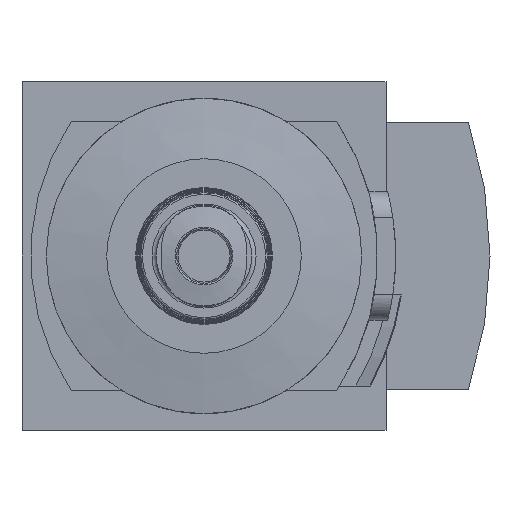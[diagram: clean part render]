
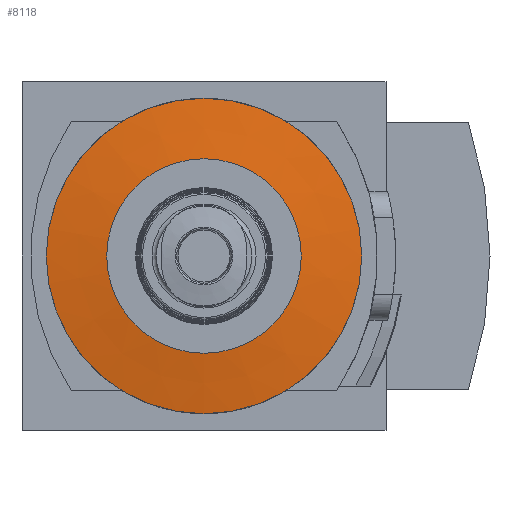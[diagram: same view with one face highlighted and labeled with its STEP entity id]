
A CAD part, front view. The second image highlights one B-rep face of the part: STEP entity #8118.
In plain terms, the highlighted conical face has half-angle 82 degrees and reference radius 18.2 mm.
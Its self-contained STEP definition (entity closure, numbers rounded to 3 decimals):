
#66=CONICAL_SURFACE('',#8585,18.2,1.431);
#2414=ORIENTED_EDGE('',*,*,#3757,.F.);
#2415=ORIENTED_EDGE('',*,*,#3762,.T.);
#3757=EDGE_CURVE('',#4450,#4450,#4694,.T.);
#3762=EDGE_CURVE('',#4455,#4455,#4697,.T.);
#4450=VERTEX_POINT('',#11773);
#4455=VERTEX_POINT('',#11785);
#4694=CIRCLE('',#8581,11.227);
#4697=CIRCLE('',#8586,18.2);
#4924=EDGE_LOOP('',(#2414));
#4925=EDGE_LOOP('',(#2415));
#5323=FACE_BOUND('',#4924,.T.);
#5324=FACE_BOUND('',#4925,.T.);
#8118=ADVANCED_FACE('',(#5323,#5324),#66,.T.);
#8581=AXIS2_PLACEMENT_3D('',#11772,#9770,#9771);
#8585=AXIS2_PLACEMENT_3D('',#11783,#9780,#9781);
#8586=AXIS2_PLACEMENT_3D('',#11784,#9782,#9783);
#9770=DIRECTION('',(0.,-1.,0.));
#9771=DIRECTION('',(0.,0.,-1.));
#9780=DIRECTION('',(0.,1.,0.));
#9781=DIRECTION('',(0.,0.,1.));
#9782=DIRECTION('',(0.,-1.,0.));
#9783=DIRECTION('',(0.,0.,-1.));
#11772=CARTESIAN_POINT('',(0.,-131.,0.));
#11773=CARTESIAN_POINT('',(0.,-131.,-11.227));
#11783=CARTESIAN_POINT('',(0.,-130.02,0.));
#11784=CARTESIAN_POINT('',(0.,-130.02,0.));
#11785=CARTESIAN_POINT('',(0.,-130.02,-18.2));
